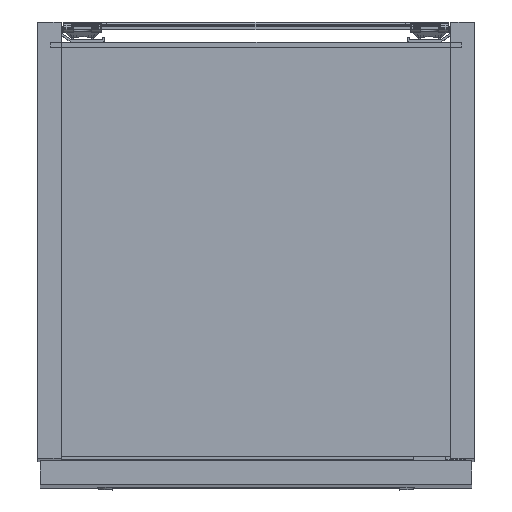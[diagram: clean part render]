
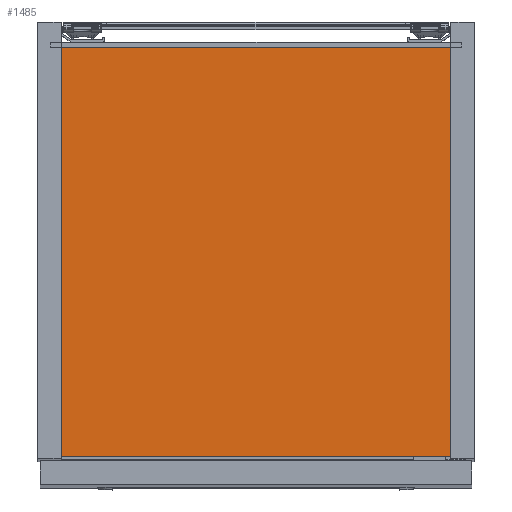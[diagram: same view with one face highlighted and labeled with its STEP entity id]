
A CAD part, top view. The second image highlights one B-rep face of the part: STEP entity #1485.
In plain terms, the highlighted planar face has unit normal (0, 0, 1).
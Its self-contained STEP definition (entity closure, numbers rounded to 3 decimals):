
#1353=CARTESIAN_POINT('',(-3248.358,347.419,799.5));
#1354=VERTEX_POINT('',#1353);
#1361=CARTESIAN_POINT('',(-3248.358,675.419,799.5));
#1362=VERTEX_POINT('',#1361);
#1363=CARTESIAN_POINT('',(-3248.358,347.419,799.5));
#1364=DIRECTION('',(0.0,1.0,0.0));
#1365=VECTOR('',#1364,328.);
#1366=LINE('',#1363,#1365);
#1367=EDGE_CURVE('',#1354,#1362,#1366,.T.);
#1391=CARTESIAN_POINT('',(-2936.358,347.419,799.5));
#1392=VERTEX_POINT('',#1391);
#1399=CARTESIAN_POINT('',(-2936.358,347.419,799.5));
#1400=DIRECTION('',(-1.0,0.0,0.0));
#1401=VECTOR('',#1400,312.);
#1402=LINE('',#1399,#1401);
#1403=EDGE_CURVE('',#1392,#1354,#1402,.T.);
#1422=CARTESIAN_POINT('',(-2936.358,675.419,799.5));
#1423=VERTEX_POINT('',#1422);
#1430=CARTESIAN_POINT('',(-2936.358,675.419,799.5));
#1431=DIRECTION('',(0.0,-1.0,0.0));
#1432=VECTOR('',#1431,328.);
#1433=LINE('',#1430,#1432);
#1434=EDGE_CURVE('',#1423,#1392,#1433,.T.);
#1452=CARTESIAN_POINT('',(-3248.358,675.419,799.5));
#1453=DIRECTION('',(1.0,0.0,0.0));
#1454=VECTOR('',#1453,312.);
#1455=LINE('',#1452,#1454);
#1456=EDGE_CURVE('',#1362,#1423,#1455,.T.);
#1474=CARTESIAN_POINT('',(-3092.358,511.419,799.5));
#1475=DIRECTION('',(0.0,0.0,-1.0));
#1476=DIRECTION('',(1.0,0.0,0.0));
#1477=AXIS2_PLACEMENT_3D('',#1474,#1475,#1476);
#1478=PLANE('',#1477);
#1479=ORIENTED_EDGE('',*,*,#1456,.F.);
#1480=ORIENTED_EDGE('',*,*,#1367,.F.);
#1481=ORIENTED_EDGE('',*,*,#1403,.F.);
#1482=ORIENTED_EDGE('',*,*,#1434,.F.);
#1483=EDGE_LOOP('',(#1479,#1480,#1481,#1482));
#1484=FACE_OUTER_BOUND('',#1483,.T.);
#1485=ADVANCED_FACE('',(#1484),#1478,.F.);
